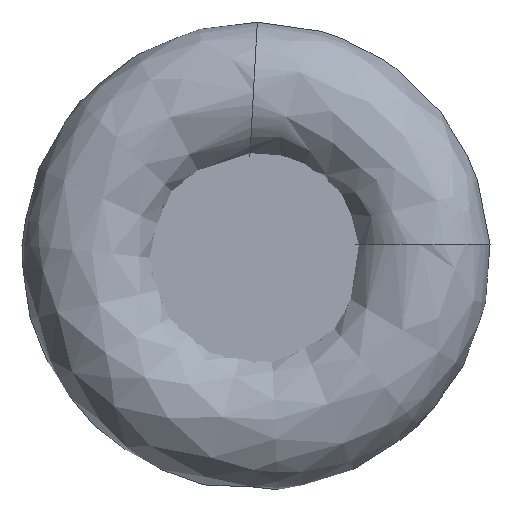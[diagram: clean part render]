
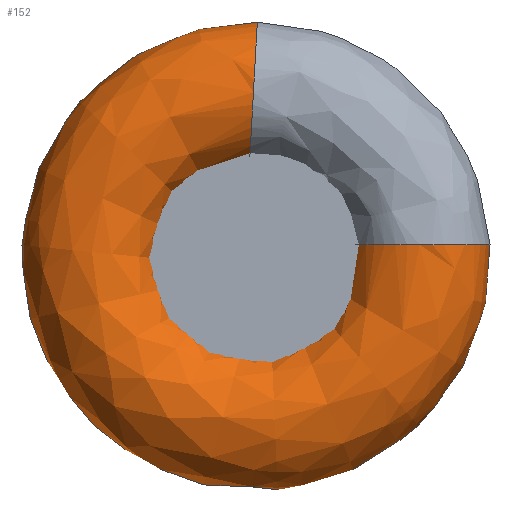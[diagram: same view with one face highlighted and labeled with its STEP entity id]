
A CAD part, left-side view. The second image highlights one B-rep face of the part: STEP entity #152.
In plain terms, the highlighted free-form (B-spline) face has degree [3, 3] with [7, 7] control points.
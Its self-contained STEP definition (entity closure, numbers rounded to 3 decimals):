
#152=ADVANCED_FACE('',(#169,#170),#166,.F.);
#166=(
BOUNDED_SURFACE()
B_SPLINE_SURFACE(3,3,((#362,#363,#364,#365,#366,#367,#368),(#369,#370,#371,
#372,#373,#374,#375),(#376,#377,#378,#379,#380,#381,#382),(#383,#384,#385,
#386,#387,#388,#389),(#390,#391,#392,#393,#394,#395,#396),(#397,#398,#399,
#400,#401,#402,#403),(#404,#405,#406,#407,#408,#409,#410)),
 .UNSPECIFIED.,.T.,.F.,.F.)
B_SPLINE_SURFACE_WITH_KNOTS((1,3,3,3,1),(4,3,4),(-0.5,0.,0.5,1.,1.5),(0.,
0.5,1.),.UNSPECIFIED.)
GEOMETRIC_REPRESENTATION_ITEM()
RATIONAL_B_SPLINE_SURFACE(((1.,0.58,0.58,1.,0.58,
0.58,1.),(0.333,0.193,0.193,
0.333,0.193,0.193,0.333),
(0.333,0.193,0.193,0.333,
0.193,0.193,0.333),(1.,0.58,
0.58,1.,0.58,0.58,1.),(0.333,
0.193,0.193,0.333,0.193,
0.193,0.333),(0.333,0.193,
0.193,0.333,0.193,0.193,
0.333),(1.,0.58,0.58,1.,0.58,
0.58,1.)))
REPRESENTATION_ITEM('')
SURFACE()
);
#169=FACE_BOUND('',#193,.T.);
#170=FACE_BOUND('',#194,.T.);
#193=EDGE_LOOP('',(#219));
#194=EDGE_LOOP('',(#220));
#219=ORIENTED_EDGE('',*,*,#258,.T.);
#220=ORIENTED_EDGE('',*,*,#259,.F.);
#245=VERTEX_POINT('',#359);
#246=VERTEX_POINT('',#361);
#258=EDGE_CURVE('',#245,#245,#271,.T.);
#259=EDGE_CURVE('',#246,#246,#272,.T.);
#271=CIRCLE('',#285,6.);
#272=CIRCLE('',#286,6.);
#285=AXIS2_PLACEMENT_3D('',#358,#310,#311);
#286=AXIS2_PLACEMENT_3D('',#360,#312,#313);
#310=DIRECTION('',(0.,0.998,0.056));
#311=DIRECTION('',(1.,0.,0.));
#312=DIRECTION('',(0.,0.,1.));
#313=DIRECTION('',(1.,0.,0.));
#358=CARTESIAN_POINT('',(6.,0.222,14.009));
#359=CARTESIAN_POINT('',(12.,0.222,14.009));
#360=CARTESIAN_POINT('',(6.,-13.975,1.));
#361=CARTESIAN_POINT('',(12.,-13.975,1.));
#362=CARTESIAN_POINT('',(12.,-13.975,1.));
#363=CARTESIAN_POINT('',(12.,-15.043,-13.928));
#364=CARTESIAN_POINT('',(12.,-1.569,-20.441));
#365=CARTESIAN_POINT('',(12.,9.465,-10.33));
#366=CARTESIAN_POINT('',(12.,20.499,-0.219));
#367=CARTESIAN_POINT('',(12.,15.186,13.772));
#368=CARTESIAN_POINT('',(12.,0.222,14.009));
#369=CARTESIAN_POINT('',(12.,-1.975,1.));
#370=CARTESIAN_POINT('',(12.,-3.043,-1.11));
#371=CARTESIAN_POINT('',(12.,-1.478,-2.882));
#372=CARTESIAN_POINT('',(12.,0.748,-2.084));
#373=CARTESIAN_POINT('',(12.,2.973,-1.285));
#374=CARTESIAN_POINT('',(12.,3.054,1.078));
#375=CARTESIAN_POINT('',(12.,0.889,2.027));
#376=CARTESIAN_POINT('',(0.,-1.975,1.));
#377=CARTESIAN_POINT('',(0.,-3.043,-1.11));
#378=CARTESIAN_POINT('',(0.,-1.478,-2.882));
#379=CARTESIAN_POINT('',(0.,0.748,-2.084));
#380=CARTESIAN_POINT('',(0.,2.973,-1.285));
#381=CARTESIAN_POINT('',(0.,3.054,1.078));
#382=CARTESIAN_POINT('',(0.,0.889,2.027));
#383=CARTESIAN_POINT('',(0.,-13.975,1.));
#384=CARTESIAN_POINT('',(0.,-15.043,-13.928));
#385=CARTESIAN_POINT('',(0.,-1.569,-20.441));
#386=CARTESIAN_POINT('',(0.,9.465,-10.33));
#387=CARTESIAN_POINT('',(0.,20.499,-0.219));
#388=CARTESIAN_POINT('',(0.,15.186,13.772));
#389=CARTESIAN_POINT('',(0.,0.222,14.009));
#390=CARTESIAN_POINT('',(0.,-25.975,1.));
#391=CARTESIAN_POINT('',(0.,-27.043,-26.746));
#392=CARTESIAN_POINT('',(0.,-1.659,-37.999));
#393=CARTESIAN_POINT('',(0.,18.183,-18.576));
#394=CARTESIAN_POINT('',(0.,38.026,0.847));
#395=CARTESIAN_POINT('',(0.,27.318,26.465));
#396=CARTESIAN_POINT('',(0.,-0.445,25.99));
#397=CARTESIAN_POINT('',(12.,-25.975,1.));
#398=CARTESIAN_POINT('',(12.,-27.043,-26.746));
#399=CARTESIAN_POINT('',(12.,-1.659,-37.999));
#400=CARTESIAN_POINT('',(12.,18.183,-18.576));
#401=CARTESIAN_POINT('',(12.,38.026,0.847));
#402=CARTESIAN_POINT('',(12.,27.318,26.465));
#403=CARTESIAN_POINT('',(12.,-0.445,25.99));
#404=CARTESIAN_POINT('',(12.,-13.975,1.));
#405=CARTESIAN_POINT('',(12.,-15.043,-13.928));
#406=CARTESIAN_POINT('',(12.,-1.569,-20.441));
#407=CARTESIAN_POINT('',(12.,9.465,-10.33));
#408=CARTESIAN_POINT('',(12.,20.499,-0.219));
#409=CARTESIAN_POINT('',(12.,15.186,13.772));
#410=CARTESIAN_POINT('',(12.,0.222,14.009));
